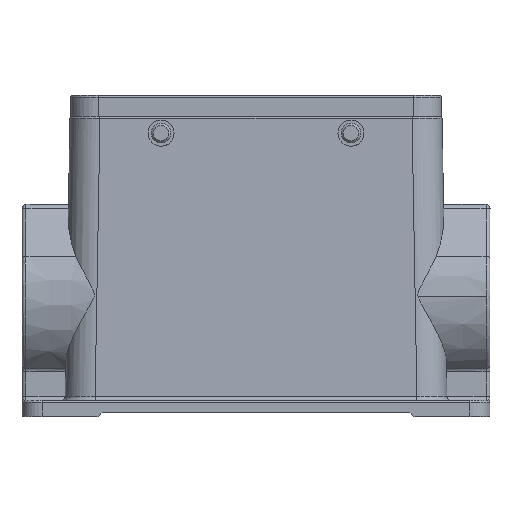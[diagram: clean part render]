
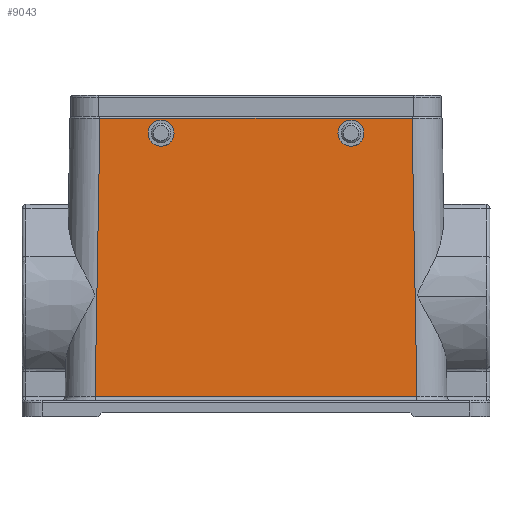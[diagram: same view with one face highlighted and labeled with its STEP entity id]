
A CAD part, top view. The second image highlights one B-rep face of the part: STEP entity #9043.
In plain terms, the highlighted planar face has unit normal (0, 0.018, 1).
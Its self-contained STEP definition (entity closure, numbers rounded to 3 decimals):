
#234 =( BOUNDED_CURVE ( )  B_SPLINE_CURVE ( 3, ( #6439, #6440, #6441, #6442 ),
 .UNSPECIFIED., .F., .T. ) 
 B_SPLINE_CURVE_WITH_KNOTS ( ( 4, 4 ),
 ( 1.571, 4.712 ),
 .UNSPECIFIED. ) 
 CURVE ( )  GEOMETRIC_REPRESENTATION_ITEM ( )  RATIONAL_B_SPLINE_CURVE ( ( 1., 0.333, 0.333, 1. ) ) 
 REPRESENTATION_ITEM ( '' )  );
#240 =( BOUNDED_CURVE ( )  B_SPLINE_CURVE ( 3, ( #6383, #6384, #6385, #6386 ),
 .UNSPECIFIED., .F., .F. ) 
 B_SPLINE_CURVE_WITH_KNOTS ( ( 4, 4 ),
 ( 4.712, 7.854 ),
 .UNSPECIFIED. ) 
 CURVE ( )  GEOMETRIC_REPRESENTATION_ITEM ( )  RATIONAL_B_SPLINE_CURVE ( ( 1., 0.333, 0.333, 1. ) ) 
 REPRESENTATION_ITEM ( '' )  );
#1014 =( BOUNDED_CURVE ( )  B_SPLINE_CURVE ( 3, ( #2577, #2578, #2579, #2580 ),
 .UNSPECIFIED., .F., .T. ) 
 B_SPLINE_CURVE_WITH_KNOTS ( ( 4, 4 ),
 ( 4.712, 7.854 ),
 .UNSPECIFIED. ) 
 CURVE ( )  GEOMETRIC_REPRESENTATION_ITEM ( )  RATIONAL_B_SPLINE_CURVE ( ( 1., 0.333, 0.333, 1. ) ) 
 REPRESENTATION_ITEM ( '' )  );
#1017 =( BOUNDED_CURVE ( )  B_SPLINE_CURVE ( 3, ( #12896, #12897, #12898, #12899 ),
 .UNSPECIFIED., .F., .T. ) 
 B_SPLINE_CURVE_WITH_KNOTS ( ( 4, 4 ),
 ( 1.571, 4.712 ),
 .UNSPECIFIED. ) 
 CURVE ( )  GEOMETRIC_REPRESENTATION_ITEM ( )  RATIONAL_B_SPLINE_CURVE ( ( 1., 0.333, 0.333, 1. ) ) 
 REPRESENTATION_ITEM ( '' )  );
#2574 = LINE ( 'NONE', #2575, #3445 ) ;
#2575 = CARTESIAN_POINT ( 'NONE',  ( 40.223, -19.017, 22.722 ) ) ;
#2576 = DIRECTION ( 'NONE',  ( -0.017, 1., -0.017 ) ) ;
#2577 = CARTESIAN_POINT ( 'NONE',  ( 20.5, 46.8, 21.573 ) ) ;
#2578 = CARTESIAN_POINT ( 'NONE',  ( 20.5, 53.3, 21.46 ) ) ;
#2579 = CARTESIAN_POINT ( 'NONE',  ( 27., 53.3, 21.46 ) ) ;
#2580 = CARTESIAN_POINT ( 'NONE',  ( 27., 46.8, 21.573 ) ) ;
#2620 = LINE ( 'NONE', #2621, #3460 ) ;
#2621 = CARTESIAN_POINT ( 'NONE',  ( -39.01, 50.509, 21.509 ) ) ;
#2622 = DIRECTION ( 'NONE',  ( -0.017, -1., 0.017 ) ) ;
#2623 = LINE ( 'NONE', #2624, #3461 ) ;
#2624 = CARTESIAN_POINT ( 'NONE',  ( -49.298, -19.017, 22.722 ) ) ;
#2625 = DIRECTION ( 'NONE',  ( 1., 0., 0. ) ) ;
#3445 = VECTOR ( 'NONE', #2576, 1000. ) ;
#3460 = VECTOR ( 'NONE', #2622, 1000. ) ;
#3461 = VECTOR ( 'NONE', #2625, 1000. ) ;
#3467 = VECTOR ( 'NONE', #12826, 1000. ) ;
#3533 = FACE_BOUND ( 'NONE', #12073, .T. ) ;
#3536 = FACE_OUTER_BOUND ( 'NONE', #4837, .T. ) ;
#3542 = FACE_BOUND ( 'NONE', #4831, .T. ) ;
#3546 = AXIS2_PLACEMENT_3D ( 'NONE', #12962, #12963, #12964 ) ;
#3625 = VERTEX_POINT ( 'NONE', #13411 ) ;
#3626 = VERTEX_POINT ( 'NONE', #13412 ) ;
#3637 = VERTEX_POINT ( 'NONE', #13419 ) ;
#3655 = VERTEX_POINT ( 'NONE', #13427 ) ;
#3687 = VERTEX_POINT ( 'NONE', #13447 ) ;
#3691 = VERTEX_POINT ( 'NONE', #13449 ) ;
#3698 = VERTEX_POINT ( 'NONE', #13453 ) ;
#3702 = VERTEX_POINT ( 'NONE', #13455 ) ;
#4831 = EDGE_LOOP ( 'NONE', ( #9973, #9971 ) ) ;
#4837 = EDGE_LOOP ( 'NONE', ( #9954, #9953, #9956, #9969 ) ) ;
#6383 = CARTESIAN_POINT ( 'NONE',  ( -27., 46.8, 21.573 ) ) ;
#6384 = CARTESIAN_POINT ( 'NONE',  ( -27., 53.3, 21.46 ) ) ;
#6385 = CARTESIAN_POINT ( 'NONE',  ( -20.5, 53.3, 21.46 ) ) ;
#6386 = CARTESIAN_POINT ( 'NONE',  ( -20.5, 46.8, 21.573 ) ) ;
#6439 = CARTESIAN_POINT ( 'NONE',  ( 27., 46.8, 21.573 ) ) ;
#6440 = CARTESIAN_POINT ( 'NONE',  ( 27., 40.3, 21.687 ) ) ;
#6441 = CARTESIAN_POINT ( 'NONE',  ( 20.5, 40.3, 21.687 ) ) ;
#6442 = CARTESIAN_POINT ( 'NONE',  ( 20.5, 46.8, 21.573 ) ) ;
#8823 = EDGE_CURVE ( 'NONE', #3625, #3626, #240, .T. ) ;
#8836 = EDGE_CURVE ( 'NONE', #3698, #3637, #234, .T. ) ;
#8963 = EDGE_CURVE ( 'NONE', #3702, #3691, #2574, .T. ) ;
#8964 = EDGE_CURVE ( 'NONE', #3637, #3698, #1014, .T. ) ;
#8978 = EDGE_CURVE ( 'NONE', #3655, #3687, #2620, .T. ) ;
#8979 = EDGE_CURVE ( 'NONE', #3687, #3702, #2623, .T. ) ;
#9005 = EDGE_CURVE ( 'NONE', #3691, #3655, #12824, .T. ) ;
#9022 = EDGE_CURVE ( 'NONE', #3626, #3625, #1017, .T. ) ;
#9043 = ADVANCED_FACE ( 'NONE', ( #3533, #3536, #3542 ), #12961, .T. ) ;
#9953 = ORIENTED_EDGE ( 'NONE', *, *, #9005, .T. ) ;
#9954 = ORIENTED_EDGE ( 'NONE', *, *, #8963, .T. ) ;
#9955 = ORIENTED_EDGE ( 'NONE', *, *, #8964, .T. ) ;
#9956 = ORIENTED_EDGE ( 'NONE', *, *, #8978, .T. ) ;
#9969 = ORIENTED_EDGE ( 'NONE', *, *, #8979, .T. ) ;
#9971 = ORIENTED_EDGE ( 'NONE', *, *, #9022, .T. ) ;
#9973 = ORIENTED_EDGE ( 'NONE', *, *, #8823, .T. ) ;
#9999 = ORIENTED_EDGE ( 'NONE', *, *, #8836, .T. ) ;
#12073 = EDGE_LOOP ( 'NONE', ( #9999, #9955 ) ) ;
#12824 = LINE ( 'NONE', #12825, #3467 ) ;
#12825 = CARTESIAN_POINT ( 'NONE',  ( -49.298, 50.509, 21.509 ) ) ;
#12826 = DIRECTION ( 'NONE',  ( -1., 0., 0. ) ) ;
#12896 = CARTESIAN_POINT ( 'NONE',  ( -20.5, 46.8, 21.573 ) ) ;
#12897 = CARTESIAN_POINT ( 'NONE',  ( -20.5, 40.3, 21.687 ) ) ;
#12898 = CARTESIAN_POINT ( 'NONE',  ( -27., 40.3, 21.687 ) ) ;
#12899 = CARTESIAN_POINT ( 'NONE',  ( -27., 46.8, 21.573 ) ) ;
#12961 = PLANE ( 'NONE',  #3546 ) ;
#12962 = CARTESIAN_POINT ( 'NONE',  ( -49.298, 51., 21.5 ) ) ;
#12963 = DIRECTION ( 'NONE',  ( 0., 0.017, 1. ) ) ;
#12964 = DIRECTION ( 'NONE',  ( 0., -1., 0.017 ) ) ;
#13411 = CARTESIAN_POINT ( 'NONE',  ( -27., 46.8, 21.573 ) ) ;
#13412 = CARTESIAN_POINT ( 'NONE',  ( -20.5, 46.8, 21.573 ) ) ;
#13419 = CARTESIAN_POINT ( 'NONE',  ( 20.5, 46.8, 21.573 ) ) ;
#13427 = CARTESIAN_POINT ( 'NONE',  ( -39.01, 50.509, 21.509 ) ) ;
#13447 = CARTESIAN_POINT ( 'NONE',  ( -40.223, -19.017, 22.722 ) ) ;
#13449 = CARTESIAN_POINT ( 'NONE',  ( 39.01, 50.509, 21.509 ) ) ;
#13453 = CARTESIAN_POINT ( 'NONE',  ( 27., 46.8, 21.573 ) ) ;
#13455 = CARTESIAN_POINT ( 'NONE',  ( 40.223, -19.017, 22.722 ) ) ;
